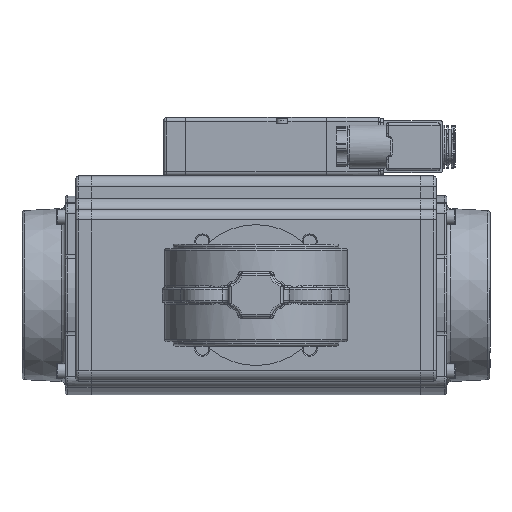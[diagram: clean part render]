
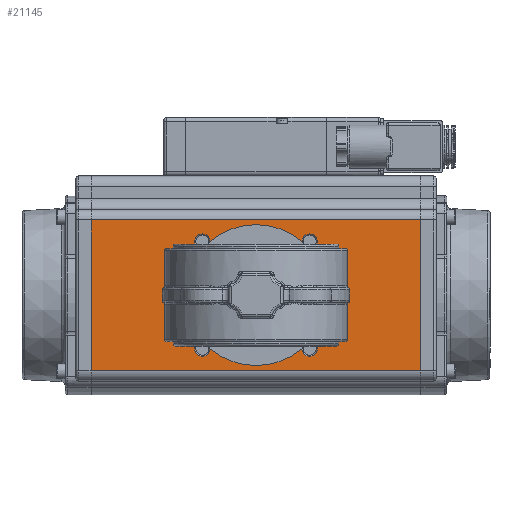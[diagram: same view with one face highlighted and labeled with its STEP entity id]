
A CAD part, front view. The second image highlights one B-rep face of the part: STEP entity #21145.
In plain terms, the highlighted planar face has unit normal (0, -1, 0).
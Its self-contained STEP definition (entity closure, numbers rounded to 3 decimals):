
#415=FACE_BOUND('',#6077,.T.);
#416=FACE_BOUND('',#6078,.T.);
#417=FACE_BOUND('',#6079,.T.);
#418=FACE_BOUND('',#6080,.T.);
#419=FACE_BOUND('',#6081,.T.);
#420=FACE_BOUND('',#6082,.T.);
#421=FACE_BOUND('',#6083,.T.);
#422=FACE_BOUND('',#6084,.T.);
#423=FACE_BOUND('',#6085,.T.);
#652=PLANE('',#23085);
#1888=LINE('',#37387,#3105);
#1896=LINE('',#37418,#3113);
#1938=LINE('',#37537,#3155);
#1945=LINE('',#37561,#3162);
#3105=VECTOR('',#27029,10.);
#3113=VECTOR('',#27059,10.);
#3155=VECTOR('',#27191,10.);
#3162=VECTOR('',#27222,10.);
#4759=FACE_OUTER_BOUND('',#6076,.T.);
#6076=EDGE_LOOP('',(#15958,#15959,#15960,#15961));
#6077=EDGE_LOOP('',(#15962));
#6078=EDGE_LOOP('',(#15963));
#6079=EDGE_LOOP('',(#15964));
#6080=EDGE_LOOP('',(#15965));
#6081=EDGE_LOOP('',(#15966));
#6082=EDGE_LOOP('',(#15967));
#6083=EDGE_LOOP('',(#15968));
#6084=EDGE_LOOP('',(#15969));
#6085=EDGE_LOOP('',(#15970));
#7437=CIRCLE('',#23086,3.5);
#7438=CIRCLE('',#23087,3.5);
#7439=CIRCLE('',#23088,3.5);
#7440=CIRCLE('',#23089,3.);
#7441=CIRCLE('',#23090,18.5);
#7442=CIRCLE('',#23091,3.5);
#7443=CIRCLE('',#23092,3.);
#7444=CIRCLE('',#23093,3.);
#7445=CIRCLE('',#23094,3.);
#9088=VERTEX_POINT('',#37384);
#9089=VERTEX_POINT('',#37386);
#9100=VERTEX_POINT('',#37415);
#9101=VERTEX_POINT('',#37417);
#9139=VERTEX_POINT('',#37563);
#9140=VERTEX_POINT('',#37565);
#9141=VERTEX_POINT('',#37567);
#9142=VERTEX_POINT('',#37569);
#9143=VERTEX_POINT('',#37571);
#9144=VERTEX_POINT('',#37573);
#9145=VERTEX_POINT('',#37575);
#9146=VERTEX_POINT('',#37577);
#9147=VERTEX_POINT('',#37579);
#11472=EDGE_CURVE('',#9088,#9089,#1888,.T.);
#11488=EDGE_CURVE('',#9100,#9101,#1896,.T.);
#11551=EDGE_CURVE('',#9101,#9088,#1938,.T.);
#11563=EDGE_CURVE('',#9089,#9100,#1945,.T.);
#11564=EDGE_CURVE('',#9139,#9139,#7437,.T.);
#11565=EDGE_CURVE('',#9140,#9140,#7438,.T.);
#11566=EDGE_CURVE('',#9141,#9141,#7439,.T.);
#11567=EDGE_CURVE('',#9142,#9142,#7440,.T.);
#11568=EDGE_CURVE('',#9143,#9143,#7441,.T.);
#11569=EDGE_CURVE('',#9144,#9144,#7442,.T.);
#11570=EDGE_CURVE('',#9145,#9145,#7443,.T.);
#11571=EDGE_CURVE('',#9146,#9146,#7444,.T.);
#11572=EDGE_CURVE('',#9147,#9147,#7445,.T.);
#15958=ORIENTED_EDGE('',*,*,#11551,.F.);
#15959=ORIENTED_EDGE('',*,*,#11488,.F.);
#15960=ORIENTED_EDGE('',*,*,#11563,.F.);
#15961=ORIENTED_EDGE('',*,*,#11472,.F.);
#15962=ORIENTED_EDGE('',*,*,#11564,.F.);
#15963=ORIENTED_EDGE('',*,*,#11565,.F.);
#15964=ORIENTED_EDGE('',*,*,#11566,.F.);
#15965=ORIENTED_EDGE('',*,*,#11567,.F.);
#15966=ORIENTED_EDGE('',*,*,#11568,.T.);
#15967=ORIENTED_EDGE('',*,*,#11569,.F.);
#15968=ORIENTED_EDGE('',*,*,#11570,.F.);
#15969=ORIENTED_EDGE('',*,*,#11571,.F.);
#15970=ORIENTED_EDGE('',*,*,#11572,.F.);
#21145=ADVANCED_FACE('',(#4759,#415,#416,#417,#418,#419,#420,#421,#422,
#423),#652,.T.);
#23085=AXIS2_PLACEMENT_3D('',#37562,#27223,#27224);
#23086=AXIS2_PLACEMENT_3D('',#37564,#27225,#27226);
#23087=AXIS2_PLACEMENT_3D('',#37566,#27227,#27228);
#23088=AXIS2_PLACEMENT_3D('',#37568,#27229,#27230);
#23089=AXIS2_PLACEMENT_3D('',#37570,#27231,#27232);
#23090=AXIS2_PLACEMENT_3D('',#37572,#27233,#27234);
#23091=AXIS2_PLACEMENT_3D('',#37574,#27235,#27236);
#23092=AXIS2_PLACEMENT_3D('',#37576,#27237,#27238);
#23093=AXIS2_PLACEMENT_3D('',#37578,#27239,#27240);
#23094=AXIS2_PLACEMENT_3D('',#37580,#27241,#27242);
#27029=DIRECTION('',(-1.,0.,0.));
#27059=DIRECTION('',(1.,0.,0.));
#27191=DIRECTION('',(0.,0.,-1.));
#27222=DIRECTION('',(0.,0.,1.));
#27223=DIRECTION('center_axis',(0.,-1.,0.));
#27224=DIRECTION('ref_axis',(1.,0.,0.));
#27225=DIRECTION('center_axis',(0.,-1.,0.));
#27226=DIRECTION('ref_axis',(-1.,0.,0.));
#27227=DIRECTION('center_axis',(0.,-1.,0.));
#27228=DIRECTION('ref_axis',(-1.,0.,0.));
#27229=DIRECTION('center_axis',(0.,-1.,0.));
#27230=DIRECTION('ref_axis',(-1.,0.,0.));
#27231=DIRECTION('center_axis',(0.,-1.,0.));
#27232=DIRECTION('ref_axis',(-1.,0.,0.));
#27233=DIRECTION('center_axis',(0.,1.,0.));
#27234=DIRECTION('ref_axis',(1.,0.,0.));
#27235=DIRECTION('center_axis',(0.,-1.,0.));
#27236=DIRECTION('ref_axis',(-1.,0.,0.));
#27237=DIRECTION('center_axis',(0.,-1.,0.));
#27238=DIRECTION('ref_axis',(-1.,0.,0.));
#27239=DIRECTION('center_axis',(0.,-1.,0.));
#27240=DIRECTION('ref_axis',(-1.,0.,0.));
#27241=DIRECTION('center_axis',(0.,-1.,0.));
#27242=DIRECTION('ref_axis',(-1.,0.,0.));
#37384=CARTESIAN_POINT('',(34.675,-54.5,-76.));
#37386=CARTESIAN_POINT('',(-34.675,-54.5,-76.));
#37387=CARTESIAN_POINT('',(-39.675,-54.5,-76.));
#37415=CARTESIAN_POINT('',(-34.675,-54.5,76.));
#37417=CARTESIAN_POINT('',(34.675,-54.5,76.));
#37418=CARTESIAN_POINT('',(-39.675,-54.5,76.));
#37537=CARTESIAN_POINT('',(34.675,-54.5,0.));
#37561=CARTESIAN_POINT('',(-34.675,-54.5,0.));
#37562=CARTESIAN_POINT('Origin',(-39.675,-54.5,0.));
#37563=CARTESIAN_POINT('',(-21.249,-54.5,24.749));
#37564=CARTESIAN_POINT('Origin',(-24.749,-54.5,24.749));
#37565=CARTESIAN_POINT('',(-21.249,-54.5,-24.749));
#37566=CARTESIAN_POINT('Origin',(-24.749,-54.5,-24.749));
#37567=CARTESIAN_POINT('',(28.249,-54.5,-24.749));
#37568=CARTESIAN_POINT('Origin',(24.749,-54.5,-24.749));
#37569=CARTESIAN_POINT('',(20.678,-54.5,17.678));
#37570=CARTESIAN_POINT('Origin',(17.678,-54.5,17.678));
#37571=CARTESIAN_POINT('',(-18.5,-54.5,0.));
#37572=CARTESIAN_POINT('Origin',(0.,-54.5,0.));
#37573=CARTESIAN_POINT('',(28.249,-54.5,24.749));
#37574=CARTESIAN_POINT('Origin',(24.749,-54.5,24.749));
#37575=CARTESIAN_POINT('',(20.678,-54.5,-17.678));
#37576=CARTESIAN_POINT('Origin',(17.678,-54.5,-17.678));
#37577=CARTESIAN_POINT('',(-14.678,-54.5,-17.678));
#37578=CARTESIAN_POINT('Origin',(-17.678,-54.5,-17.678));
#37579=CARTESIAN_POINT('',(-14.678,-54.5,17.678));
#37580=CARTESIAN_POINT('Origin',(-17.678,-54.5,17.678));
